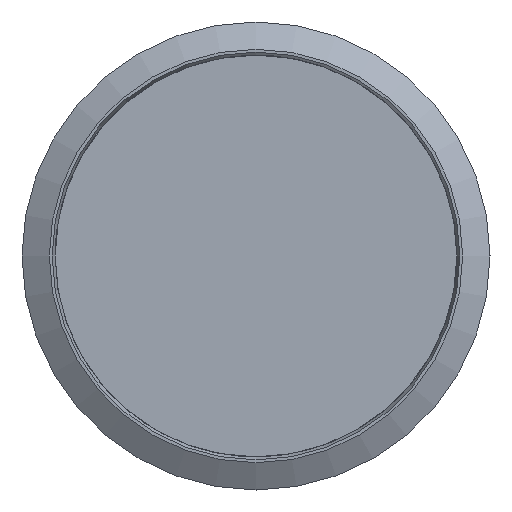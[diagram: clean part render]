
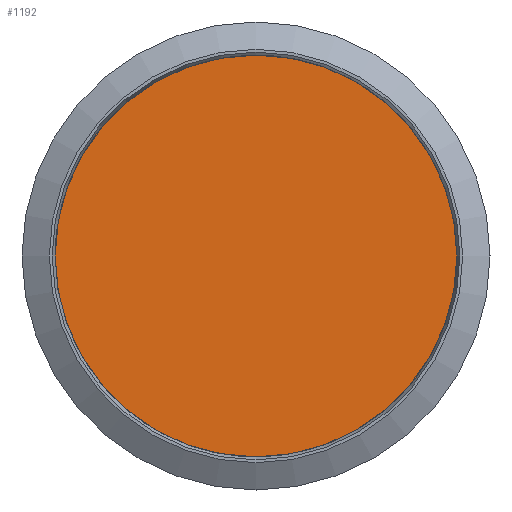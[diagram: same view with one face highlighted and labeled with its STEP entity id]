
A CAD part, front view. The second image highlights one B-rep face of the part: STEP entity #1192.
In plain terms, the highlighted planar face has unit normal (0, -1, 0).
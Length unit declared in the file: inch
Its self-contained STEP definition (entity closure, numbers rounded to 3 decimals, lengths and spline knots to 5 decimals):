
#25 = CARTESIAN_POINT ( 'NONE',  ( 0.16971, -2.3622, 0.11095 ) ) ;
#47 = CARTESIAN_POINT ( 'NONE',  ( 0.12854, -2.3622, 0.1582 ) ) ;
#83 = CARTESIAN_POINT ( 'NONE',  ( 0.20276, -2.3622, 0. ) ) ;
#125 = CARTESIAN_POINT ( 'NONE',  ( -0.07463, -2.3622, -0.18852 ) ) ;
#139 = VERTEX_POINT ( 'NONE', #83 ) ;
#165 = CARTESIAN_POINT ( 'NONE',  ( 0.05627, -2.3622, -0.19579 ) ) ;
#281 = CARTESIAN_POINT ( 'NONE',  ( -0.09373, -2.3622, 0.18096 ) ) ;
#293 = CARTESIAN_POINT ( 'NONE',  ( -0.1582, -2.3622, 0.12854 ) ) ;
#417 = CARTESIAN_POINT ( 'NONE',  ( -0.05631, -2.3622, -0.19578 ) ) ;
#427 = CARTESIAN_POINT ( 'NONE',  ( 0.16971, -2.3622, -0.11095 ) ) ;
#547 = CARTESIAN_POINT ( 'NONE',  ( -0.18094, -2.3622, 0.09376 ) ) ;
#553 = CARTESIAN_POINT ( 'NONE',  ( 0.01862, -2.3622, 0.20275 ) ) ;
#580 = CARTESIAN_POINT ( 'NONE',  ( -0.18096, -2.3622, -0.09373 ) ) ;
#624 = EDGE_LOOP ( 'NONE', ( #2427, #2155 ) ) ;
#644 = CARTESIAN_POINT ( 'NONE',  ( -0.12854, -2.3622, -0.1582 ) ) ;
#654 = DIRECTION ( 'NONE',  ( 0., 1., 0. ) ) ;
#772 = CARTESIAN_POINT ( 'NONE',  ( 0.20276, -2.3622, 0.03866 ) ) ;
#781 = CARTESIAN_POINT ( 'NONE',  ( -0.12851, -2.3622, 0.15823 ) ) ;
#793 = CARTESIAN_POINT ( 'NONE',  ( -0.19578, -2.3622, 0.05631 ) ) ;
#832 = CARTESIAN_POINT ( 'NONE',  ( -0.20276, -2.3622, 0. ) ) ;
#875 = CARTESIAN_POINT ( 'NONE',  ( 0.19937, -2.3622, -0.03689 ) ) ;
#888 = CARTESIAN_POINT ( 'NONE',  ( -0.09376, -2.3622, -0.18094 ) ) ;
#916 = CARTESIAN_POINT ( 'NONE',  ( 0.18094, -2.3622, -0.09376 ) ) ;
#999 = EDGE_CURVE ( 'NONE', #139, #2869, #2290, .T. ) ;
#1031 = CARTESIAN_POINT ( 'NONE',  ( 0.18096, -2.3622, 0.09373 ) ) ;
#1131 = CARTESIAN_POINT ( 'NONE',  ( 0.1582, -2.3622, -0.12854 ) ) ;
#1155 = CARTESIAN_POINT ( 'NONE',  ( -0.03689, -2.3622, -0.19937 ) ) ;
#1192 = ADVANCED_FACE ( 'NONE', ( #1717 ), #2600, .F. ) ;
#1253 = CARTESIAN_POINT ( 'NONE',  ( 0.14337, -2.3622, 0.14337 ) ) ;
#1266 = CARTESIAN_POINT ( 'NONE',  ( -0.05627, -2.3622, 0.19579 ) ) ;
#1284 = CARTESIAN_POINT ( 'NONE',  ( -0.11095, -2.3622, 0.16971 ) ) ;
#1293 = CARTESIAN_POINT ( 'NONE',  ( 0.05631, -2.3622, 0.19578 ) ) ;
#1366 = CARTESIAN_POINT ( 'NONE',  ( 0.03689, -2.3622, -0.19937 ) ) ;
#1392 = CARTESIAN_POINT ( 'NONE',  ( 0.18852, -2.3622, -0.07463 ) ) ;
#1496 = CARTESIAN_POINT ( 'NONE',  ( -0.16971, -2.3622, 0.11095 ) ) ;
#1526 = CARTESIAN_POINT ( 'NONE',  ( 0.20276, -2.3622, 0. ) ) ;
#1535 = CARTESIAN_POINT ( 'NONE',  ( -0.20276, -2.3622, 0. ) ) ;
#1553 = CARTESIAN_POINT ( 'NONE',  ( -0.20276, -2.3622, -0.03866 ) ) ;
#1604 = CARTESIAN_POINT ( 'NONE',  ( 0.01858, -2.3622, -0.20276 ) ) ;
#1636 = CARTESIAN_POINT ( 'NONE',  ( 0.20276, -2.3622, 0. ) ) ;
#1647 = CARTESIAN_POINT ( 'NONE',  ( -0.01862, -2.3622, -0.20275 ) ) ;
#1717 = FACE_OUTER_BOUND ( 'NONE', #624, .T. ) ;
#1750 = CARTESIAN_POINT ( 'NONE',  ( 0.18852, -2.3622, 0.07463 ) ) ;
#1764 = CARTESIAN_POINT ( 'NONE',  ( 0.07463, -2.3622, 0.18852 ) ) ;
#1773 = CARTESIAN_POINT ( 'NONE',  ( 0.09376, -2.3622, 0.18094 ) ) ;
#1848 = CARTESIAN_POINT ( 'NONE',  ( -0.16971, -2.3622, -0.11095 ) ) ;
#1859 = CARTESIAN_POINT ( 'NONE',  ( 0.11095, -2.3622, -0.16971 ) ) ;
#1870 = CARTESIAN_POINT ( 'NONE',  ( 0.19578, -2.3622, -0.05631 ) ) ;
#1898 = CARTESIAN_POINT ( 'NONE',  ( 0.09373, -2.3622, -0.18096 ) ) ;
#2016 = CARTESIAN_POINT ( 'NONE',  ( 0.03689, -2.3622, 0.19937 ) ) ;
#2032 = CARTESIAN_POINT ( 'NONE',  ( -0.03689, -2.3622, 0.19937 ) ) ;
#2120 = CARTESIAN_POINT ( 'NONE',  ( 0., -2.3622, -0.20276 ) ) ;
#2153 = CARTESIAN_POINT ( 'NONE',  ( 0.20276, -2.3622, -0.01861 ) ) ;
#2155 = ORIENTED_EDGE ( 'NONE', *, *, #999, .T. ) ;
#2239 = CARTESIAN_POINT ( 'NONE',  ( -0.01858, -2.3622, 0.20276 ) ) ;
#2260 = CARTESIAN_POINT ( 'NONE',  ( 0., -2.3622, 0.20276 ) ) ;
#2270 = CARTESIAN_POINT ( 'NONE',  ( -0.18852, -2.3622, 0.07463 ) ) ;
#2290 = B_SPLINE_CURVE_WITH_KNOTS ( 'NONE', 2,
 ( #1526, #772, #1750, #1031, #25, #2723, #1253, #47, #2492, #1773, #1764, #1293, #2016, #553, #2260, #2239, #2032, #1266, #2949, #281, #1284, #781, #2985, #293, #1496, #547, #2270, #793, #2961, #2995, #1535 ),
 .UNSPECIFIED., .F., .F.,
 ( 3, 2, 2, 2, 2, 2, 2, 2, 2, 2, 2, 2, 2, 2, 2, 3 ),
 ( 0., 0.125, 0.1875, 0.25, 0.3125, 0.375, 0.4375, 0.5, 0.5625, 0.625, 0.6875, 0.75, 0.8125, 0.875, 0.9375, 1. ),
 .UNSPECIFIED. ) ;
#2397 = CARTESIAN_POINT ( 'NONE',  ( -0.20276, -2.3622, 0. ) ) ;
#2427 = ORIENTED_EDGE ( 'NONE', *, *, #3151, .T. ) ;
#2492 = CARTESIAN_POINT ( 'NONE',  ( 0.11095, -2.3622, 0.16971 ) ) ;
#2522 = CARTESIAN_POINT ( 'NONE',  ( -0.14337, -2.3622, -0.14337 ) ) ;
#2600 = PLANE ( 'NONE',  #2668 ) ;
#2602 = CARTESIAN_POINT ( 'NONE',  ( -0.11095, -2.3622, -0.16971 ) ) ;
#2668 = AXIS2_PLACEMENT_3D ( 'NONE', #2120, #654, #2849 ) ;
#2700 = B_SPLINE_CURVE_WITH_KNOTS ( 'NONE', 2,
 ( #832, #1553, #2785, #580, #1848, #3059, #2522, #644, #2602, #888, #125, #417, #1155, #1647, #2820, #1604, #1366, #165, #3090, #1898, #1859, #2841, #2851, #1131, #427, #916, #1392, #1870, #875, #2153, #1636 ),
 .UNSPECIFIED., .F., .F.,
 ( 3, 2, 2, 2, 2, 2, 2, 2, 2, 2, 2, 2, 2, 2, 2, 3 ),
 ( 0., 0.125, 0.1875, 0.25, 0.3125, 0.375, 0.4375, 0.5, 0.5625, 0.625, 0.6875, 0.75, 0.8125, 0.875, 0.9375, 1. ),
 .UNSPECIFIED. ) ;
#2723 = CARTESIAN_POINT ( 'NONE',  ( 0.15823, -2.3622, 0.12851 ) ) ;
#2785 = CARTESIAN_POINT ( 'NONE',  ( -0.18852, -2.3622, -0.07463 ) ) ;
#2820 = CARTESIAN_POINT ( 'NONE',  ( 0., -2.3622, -0.20276 ) ) ;
#2841 = CARTESIAN_POINT ( 'NONE',  ( 0.12851, -2.3622, -0.15823 ) ) ;
#2849 = DIRECTION ( 'NONE',  ( 0., 0., 1. ) ) ;
#2851 = CARTESIAN_POINT ( 'NONE',  ( 0.14337, -2.3622, -0.14337 ) ) ;
#2869 = VERTEX_POINT ( 'NONE', #2397 ) ;
#2949 = CARTESIAN_POINT ( 'NONE',  ( -0.07463, -2.3622, 0.18852 ) ) ;
#2961 = CARTESIAN_POINT ( 'NONE',  ( -0.19937, -2.3622, 0.03689 ) ) ;
#2985 = CARTESIAN_POINT ( 'NONE',  ( -0.14337, -2.3622, 0.14337 ) ) ;
#2995 = CARTESIAN_POINT ( 'NONE',  ( -0.20276, -2.3622, 0.01861 ) ) ;
#3059 = CARTESIAN_POINT ( 'NONE',  ( -0.15823, -2.3622, -0.12851 ) ) ;
#3090 = CARTESIAN_POINT ( 'NONE',  ( 0.07463, -2.3622, -0.18852 ) ) ;
#3151 = EDGE_CURVE ( 'NONE', #2869, #139, #2700, .T. ) ;
